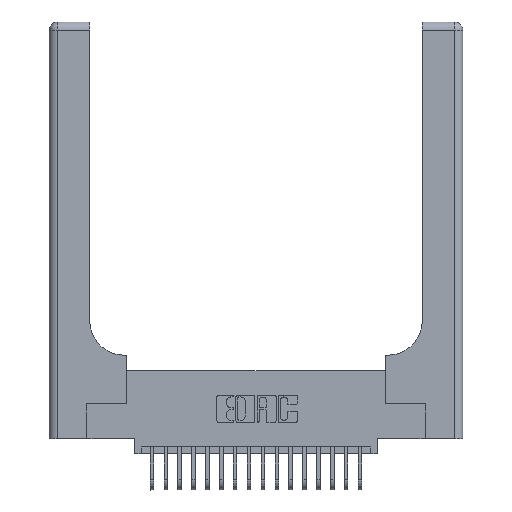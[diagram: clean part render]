
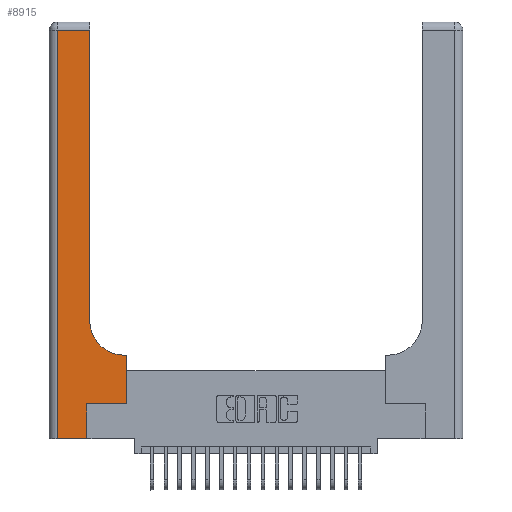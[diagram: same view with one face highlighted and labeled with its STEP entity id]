
A CAD part, top view. The second image highlights one B-rep face of the part: STEP entity #8915.
In plain terms, the highlighted planar face has unit normal (0, 0, 1).
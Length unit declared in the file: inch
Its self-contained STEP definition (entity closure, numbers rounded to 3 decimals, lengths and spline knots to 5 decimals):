
#236 = VECTOR ( 'NONE', #7260, 39.37008 ) ;
#537 = LINE ( 'NONE', #5743, #4363 ) ;
#874 = CARTESIAN_POINT ( 'NONE',  ( 0.5415, 0.85, 0.37 ) ) ;
#945 = CARTESIAN_POINT ( 'NONE',  ( 0., 3., 0.37 ) ) ;
#961 = CARTESIAN_POINT ( 'NONE',  ( 0.2915, 0.85, 0.37 ) ) ;
#1070 = VECTOR ( 'NONE', #20426, 39.37008 ) ;
#1501 = CIRCLE ( 'NONE', #19733, 0.25 ) ;
#1601 = CARTESIAN_POINT ( 'NONE',  ( 0.5585, 0.25, 0.37 ) ) ;
#1860 = FACE_OUTER_BOUND ( 'NONE', #19441, .T. ) ;
#1875 = ORIENTED_EDGE ( 'NONE', *, *, #3638, .T. ) ;
#2494 = DIRECTION ( 'NONE',  ( 1., 0., 0. ) ) ;
#2578 = DIRECTION ( 'NONE',  ( 0., 0., -1. ) ) ;
#2663 = LINE ( 'NONE', #14138, #15115 ) ;
#3065 = VERTEX_POINT ( 'NONE', #961 ) ;
#3126 = CARTESIAN_POINT ( 'NONE',  ( 0.269, 0.25, 0.37 ) ) ;
#3536 = LINE ( 'NONE', #5623, #236 ) ;
#3638 = EDGE_CURVE ( 'NONE', #10552, #3981, #537, .T. ) ;
#3731 = CARTESIAN_POINT ( 'NONE',  ( 0.5585, 0.25, 0.37 ) ) ;
#3952 = LINE ( 'NONE', #1601, #20636 ) ;
#3981 = VERTEX_POINT ( 'NONE', #6812 ) ;
#4263 = CARTESIAN_POINT ( 'NONE',  ( 0., 0., 0.37 ) ) ;
#4363 = VECTOR ( 'NONE', #13791, 39.37008 ) ;
#4799 = EDGE_CURVE ( 'NONE', #10978, #5309, #3536, .T. ) ;
#5300 = CARTESIAN_POINT ( 'NONE',  ( 0.2915, 2.94, 0.37 ) ) ;
#5309 = VERTEX_POINT ( 'NONE', #3731 ) ;
#5447 = EDGE_CURVE ( 'NONE', #17846, #3065, #1501, .T. ) ;
#5623 = CARTESIAN_POINT ( 'NONE',  ( 0.269, 0.25, 0.37 ) ) ;
#5701 = EDGE_CURVE ( 'NONE', #3981, #15664, #20217, .T. ) ;
#5743 = CARTESIAN_POINT ( 'NONE',  ( 0., 2.94, 0.37 ) ) ;
#6750 = DIRECTION ( 'NONE',  ( 0., -1., 0. ) ) ;
#6812 = CARTESIAN_POINT ( 'NONE',  ( 0.06, 2.94, 0.37 ) ) ;
#7260 = DIRECTION ( 'NONE',  ( 1., 0., 0. ) ) ;
#7352 = VERTEX_POINT ( 'NONE', #18173 ) ;
#7429 = EDGE_CURVE ( 'NONE', #10203, #17846, #8305, .T. ) ;
#7742 = EDGE_CURVE ( 'NONE', #3065, #10552, #2663, .T. ) ;
#7794 = VECTOR ( 'NONE', #11875, 39.37008 ) ;
#7923 = ORIENTED_EDGE ( 'NONE', *, *, #4799, .T. ) ;
#8305 = LINE ( 'NONE', #19903, #7794 ) ;
#8545 = ORIENTED_EDGE ( 'NONE', *, *, #7429, .T. ) ;
#8551 = EDGE_CURVE ( 'NONE', #7352, #10978, #16596, .T. ) ;
#8915 = ADVANCED_FACE ( 'NONE', ( #1860 ), #10681, .F. ) ;
#9640 = EDGE_CURVE ( 'NONE', #15664, #7352, #18320, .T. ) ;
#9704 = CARTESIAN_POINT ( 'NONE',  ( 0.269, 0., 0.37 ) ) ;
#10203 = VERTEX_POINT ( 'NONE', #15709 ) ;
#10552 = VERTEX_POINT ( 'NONE', #5300 ) ;
#10554 = ORIENTED_EDGE ( 'NONE', *, *, #5447, .T. ) ;
#10681 = PLANE ( 'NONE',  #11001 ) ;
#10978 = VERTEX_POINT ( 'NONE', #3126 ) ;
#11001 = AXIS2_PLACEMENT_3D ( 'NONE', #945, #2578, #13938 ) ;
#11412 = DIRECTION ( 'NONE',  ( 0., 1., 0. ) ) ;
#11770 = ORIENTED_EDGE ( 'NONE', *, *, #9640, .T. ) ;
#11875 = DIRECTION ( 'NONE',  ( -1., 0., 0. ) ) ;
#12021 = ORIENTED_EDGE ( 'NONE', *, *, #8551, .T. ) ;
#12251 = DIRECTION ( 'NONE',  ( 0., 0., -1. ) ) ;
#12403 = CARTESIAN_POINT ( 'NONE',  ( 0.06, 0., 0.37 ) ) ;
#12648 = DIRECTION ( 'NONE',  ( 0., 1., 0. ) ) ;
#13386 = CARTESIAN_POINT ( 'NONE',  ( 0.5415, 0.6, 0.37 ) ) ;
#13791 = DIRECTION ( 'NONE',  ( -1., 0., 0. ) ) ;
#13938 = DIRECTION ( 'NONE',  ( -1., 0., 0. ) ) ;
#14138 = CARTESIAN_POINT ( 'NONE',  ( 0.2915, 3., 0.37 ) ) ;
#15049 = ORIENTED_EDGE ( 'NONE', *, *, #5701, .T. ) ;
#15115 = VECTOR ( 'NONE', #12648, 39.37008 ) ;
#15664 = VERTEX_POINT ( 'NONE', #12403 ) ;
#15709 = CARTESIAN_POINT ( 'NONE',  ( 0.5585, 0.6, 0.37 ) ) ;
#15963 = VECTOR ( 'NONE', #6750, 39.37008 ) ;
#16596 = LINE ( 'NONE', #9704, #20849 ) ;
#17832 = DIRECTION ( 'NONE',  ( 0., 1., 0. ) ) ;
#17846 = VERTEX_POINT ( 'NONE', #13386 ) ;
#17924 = ORIENTED_EDGE ( 'NONE', *, *, #7742, .T. ) ;
#18030 = CARTESIAN_POINT ( 'NONE',  ( 0.06, 3., 0.37 ) ) ;
#18173 = CARTESIAN_POINT ( 'NONE',  ( 0.269, 0., 0.37 ) ) ;
#18320 = LINE ( 'NONE', #4263, #1070 ) ;
#19441 = EDGE_LOOP ( 'NONE', ( #17924, #1875, #15049, #11770, #12021, #7923, #19846, #8545, #10554 ) ) ;
#19574 = EDGE_CURVE ( 'NONE', #5309, #10203, #3952, .T. ) ;
#19733 = AXIS2_PLACEMENT_3D ( 'NONE', #874, #12251, #2494 ) ;
#19846 = ORIENTED_EDGE ( 'NONE', *, *, #19574, .T. ) ;
#19903 = CARTESIAN_POINT ( 'NONE',  ( 0.2915, 0.6, 0.37 ) ) ;
#20217 = LINE ( 'NONE', #18030, #15963 ) ;
#20426 = DIRECTION ( 'NONE',  ( 1., 0., 0. ) ) ;
#20636 = VECTOR ( 'NONE', #17832, 39.37008 ) ;
#20849 = VECTOR ( 'NONE', #11412, 39.37008 ) ;
